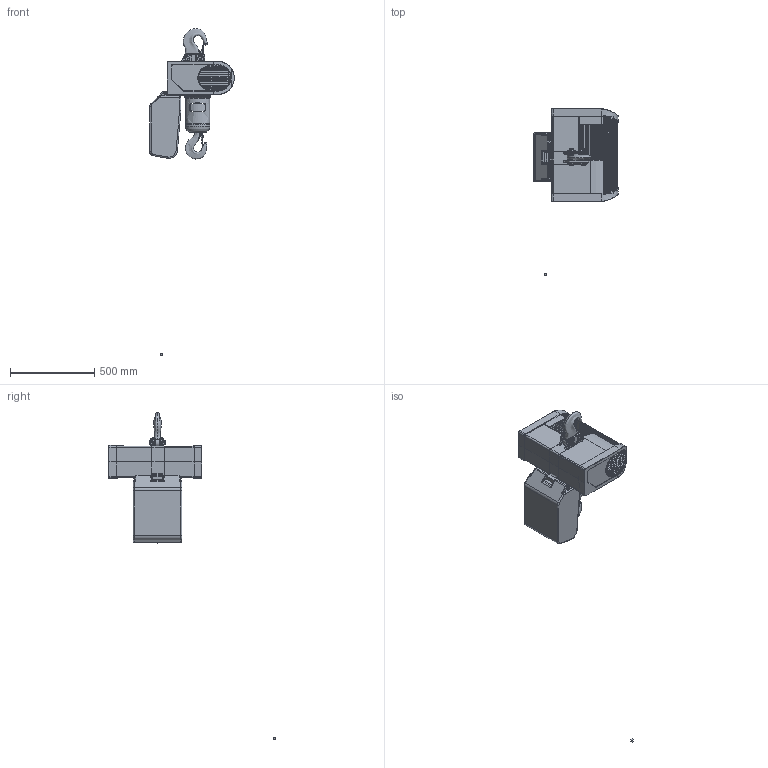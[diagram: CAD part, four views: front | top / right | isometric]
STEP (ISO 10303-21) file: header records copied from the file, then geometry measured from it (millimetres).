
FILE_DESCRIPTION(('STEP AP214'),'1');
FILE_NAME('temp1.stp','2014-09-19T06:31:45',(' '),(' '),'Spatial InterOp 3D',' ',' ');
FILE_SCHEMA(('automotive_design'));
Length unit declared in the file: millimetre
Products named in the file (21): Crane_3D; Fixing; Frame_K16; K5_Lframe; K5_Rframe; K16_runko; H1-1448644_CLX16-HOOK; Cover_1; K5_konecover3; KC-Cover1; KC-Cover2; HoiChaBag_K16_2; Hoi_KX16_Upp_Hook; Latch; Pin; UPHook; Hook_KX04_2; Hook_body; RSN01; Part_constr_2d
Assembly tree (20 placements, depth 4):
  Crane_3D
    Fixing
    H1-1448644_CLX16-HOOK
      Frame_K16
        K5_Lframe
        K5_Rframe
        K16_runko
      Cover_1
        K5_konecover3
        KC-Cover1
        KC-Cover2
      HoiChaBag_K16_2
      Hoi_KX16_Upp_Hook
        Latch
        Pin
        UPHook
        Pin
    Hook_KX04_2
      Hook_body
      RSN01
    Part_constr_2d
Bounding box: 502.18 x 990 x 1939.22 mm (x, y, z)
Volume: 11069013.1 mm3; surface area: 3405525.7 mm2
Topology: 18 solids, 21 shells, 2520 faces, 6768 edges, 4268 vertices
Faces by surface type: cylinder 1344, plane 651, torus 251, bspline 178, cone 84, sphere 12
Entity records: 143166 total; most frequent: CARTESIAN_POINT 58788, DIRECTION 13473, ORIENTED_EDGE 13432, EDGE_CURVE 6716, AXIS2_PLACEMENT_3D 5246, VERTEX_POINT 4268, LINE 2981, VECTOR 2981
